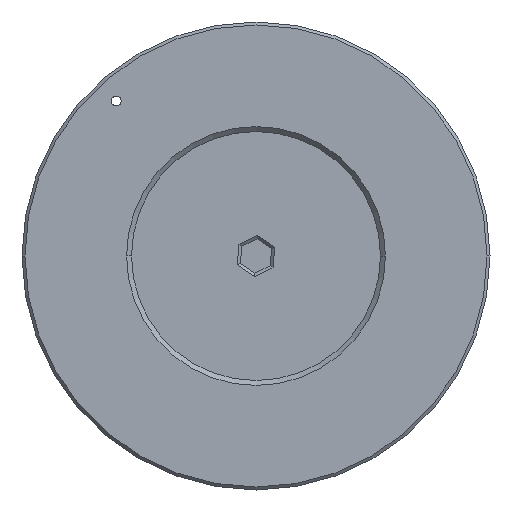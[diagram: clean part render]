
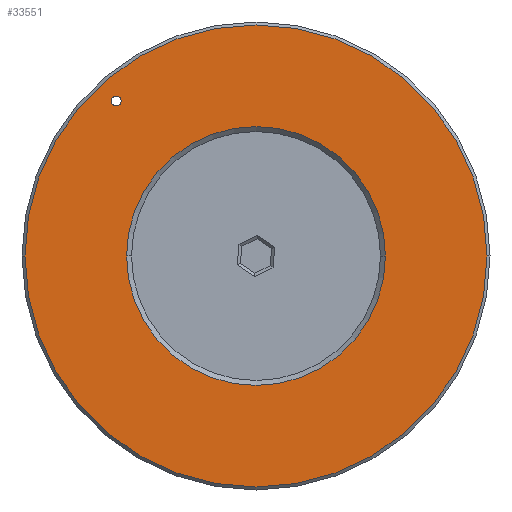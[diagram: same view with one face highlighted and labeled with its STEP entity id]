
A CAD part, front view. The second image highlights one B-rep face of the part: STEP entity #33551.
In plain terms, the highlighted planar face has unit normal (0, -1, 0).
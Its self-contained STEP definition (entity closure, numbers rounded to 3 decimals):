
#1047 = VERTEX_POINT ( 'NONE', #15459 ) ;
#2698 = CIRCLE ( 'NONE', #29890, 13. ) ;
#2816 = EDGE_CURVE ( 'NONE', #27022, #28768, #2698, .T. ) ;
#3817 = CARTESIAN_POINT ( 'NONE',  ( -39.885, -35.988, 0. ) ) ;
#3867 = AXIS2_PLACEMENT_3D ( 'NONE', #22193, #18920, #28944 ) ;
#4079 = CIRCLE ( 'NONE', #27151, 23.2 ) ;
#5380 = CIRCLE ( 'NONE', #27720, 13. ) ;
#6147 = ORIENTED_EDGE ( 'NONE', *, *, #10261, .T. ) ;
#7995 = CARTESIAN_POINT ( 'NONE',  ( -16.685, -35.988, 0. ) ) ;
#9523 = ORIENTED_EDGE ( 'NONE', *, *, #9670, .T. ) ;
#9670 = EDGE_CURVE ( 'NONE', #44727, #15016, #32042, .T. ) ;
#9725 = CARTESIAN_POINT ( 'NONE',  ( -16.685, -35.988, 0. ) ) ;
#10261 = EDGE_CURVE ( 'NONE', #1047, #44252, #25894, .T. ) ;
#12226 = EDGE_LOOP ( 'NONE', ( #19069, #42120 ) ) ;
#12316 = CARTESIAN_POINT ( 'NONE',  ( -16.685, -35.988, 0. ) ) ;
#14196 = AXIS2_PLACEMENT_3D ( 'NONE', #22620, #42744, #22844 ) ;
#14537 = AXIS2_PLACEMENT_3D ( 'NONE', #12316, #21811, #32503 ) ;
#14854 = CARTESIAN_POINT ( 'NONE',  ( -31.219, -35.988, 15.568 ) ) ;
#15016 = VERTEX_POINT ( 'NONE', #14854 ) ;
#15459 = CARTESIAN_POINT ( 'NONE',  ( 6.515, -35.988, 0. ) ) ;
#15607 = EDGE_LOOP ( 'NONE', ( #19310, #9523 ) ) ;
#15818 = PLANE ( 'NONE',  #14537 ) ;
#16512 = CARTESIAN_POINT ( 'NONE',  ( -3.685, -35.988, 0. ) ) ;
#17018 = CARTESIAN_POINT ( 'NONE',  ( -29.685, -35.988, 0. ) ) ;
#17150 = FACE_BOUND ( 'NONE', #12226, .T. ) ;
#17571 = DIRECTION ( 'NONE',  ( 1., 0., 0. ) ) ;
#18116 = EDGE_CURVE ( 'NONE', #28768, #27022, #5380, .T. ) ;
#18920 = DIRECTION ( 'NONE',  ( 0., 1., 0. ) ) ;
#19069 = ORIENTED_EDGE ( 'NONE', *, *, #2816, .T. ) ;
#19310 = ORIENTED_EDGE ( 'NONE', *, *, #25342, .T. ) ;
#19933 = AXIS2_PLACEMENT_3D ( 'NONE', #9725, #23239, #23940 ) ;
#21811 = DIRECTION ( 'NONE',  ( 0., -1., 0. ) ) ;
#22193 = CARTESIAN_POINT ( 'NONE',  ( -30.719, -35.988, 15.568 ) ) ;
#22353 = EDGE_LOOP ( 'NONE', ( #42958, #6147 ) ) ;
#22620 = CARTESIAN_POINT ( 'NONE',  ( -30.719, -35.988, 15.568 ) ) ;
#22844 = DIRECTION ( 'NONE',  ( -1., 0., 0. ) ) ;
#23239 = DIRECTION ( 'NONE',  ( 0., -1., 0. ) ) ;
#23669 = CARTESIAN_POINT ( 'NONE',  ( -16.685, -35.988, 0. ) ) ;
#23940 = DIRECTION ( 'NONE',  ( 1., 0., 0. ) ) ;
#23955 = CIRCLE ( 'NONE', #3867, 0.5 ) ;
#25342 = EDGE_CURVE ( 'NONE', #15016, #44727, #23955, .T. ) ;
#25894 = CIRCLE ( 'NONE', #19933, 23.2 ) ;
#27022 = VERTEX_POINT ( 'NONE', #16512 ) ;
#27151 = AXIS2_PLACEMENT_3D ( 'NONE', #23669, #35048, #38340 ) ;
#27720 = AXIS2_PLACEMENT_3D ( 'NONE', #28587, #32972, #43930 ) ;
#28587 = CARTESIAN_POINT ( 'NONE',  ( -16.685, -35.988, 0. ) ) ;
#28768 = VERTEX_POINT ( 'NONE', #17018 ) ;
#28944 = DIRECTION ( 'NONE',  ( -1., 0., 0. ) ) ;
#29890 = AXIS2_PLACEMENT_3D ( 'NONE', #7995, #36407, #17571 ) ;
#30786 = EDGE_CURVE ( 'NONE', #44252, #1047, #4079, .T. ) ;
#31337 = FACE_BOUND ( 'NONE', #15607, .T. ) ;
#32042 = CIRCLE ( 'NONE', #14196, 0.5 ) ;
#32503 = DIRECTION ( 'NONE',  ( -1., 0., 0. ) ) ;
#32972 = DIRECTION ( 'NONE',  ( 0., 1., 0. ) ) ;
#33551 = ADVANCED_FACE ( 'NONE', ( #17150, #31337, #38580 ), #15818, .T. ) ;
#35048 = DIRECTION ( 'NONE',  ( 0., -1., 0. ) ) ;
#35909 = CARTESIAN_POINT ( 'NONE',  ( -30.219, -35.988, 15.568 ) ) ;
#36407 = DIRECTION ( 'NONE',  ( 0., 1., 0. ) ) ;
#38340 = DIRECTION ( 'NONE',  ( 1., 0., 0. ) ) ;
#38580 = FACE_OUTER_BOUND ( 'NONE', #22353, .T. ) ;
#42120 = ORIENTED_EDGE ( 'NONE', *, *, #18116, .T. ) ;
#42744 = DIRECTION ( 'NONE',  ( 0., 1., 0. ) ) ;
#42958 = ORIENTED_EDGE ( 'NONE', *, *, #30786, .T. ) ;
#43930 = DIRECTION ( 'NONE',  ( 1., 0., 0. ) ) ;
#44252 = VERTEX_POINT ( 'NONE', #3817 ) ;
#44727 = VERTEX_POINT ( 'NONE', #35909 ) ;
